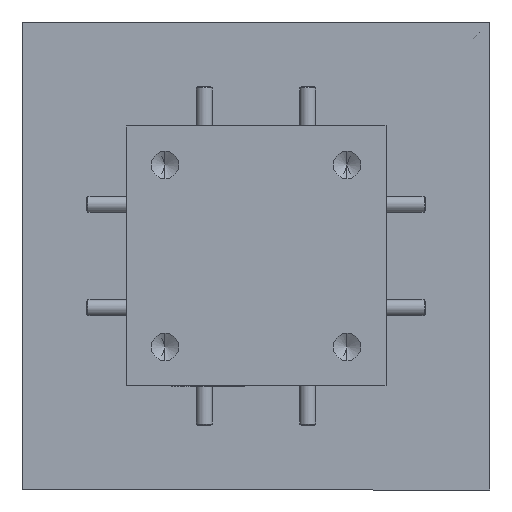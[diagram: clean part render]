
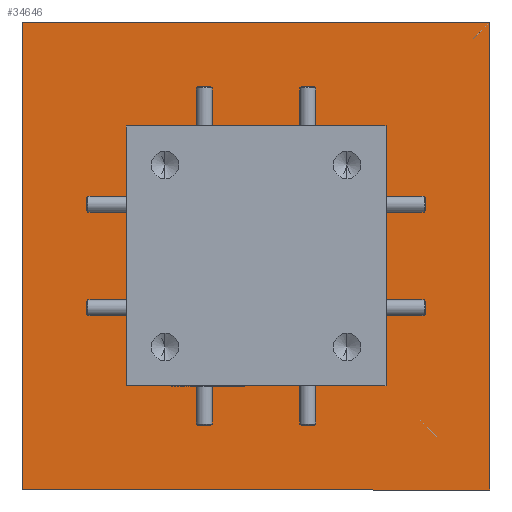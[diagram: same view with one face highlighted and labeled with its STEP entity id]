
A CAD part, front view. The second image highlights one B-rep face of the part: STEP entity #34646.
In plain terms, the highlighted planar face has unit normal (0, -1, 0).
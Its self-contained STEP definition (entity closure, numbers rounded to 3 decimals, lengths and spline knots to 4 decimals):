
#519 = DIRECTION ( 'NONE',  ( -1., 0., 0. ) ) ;
#955 = DIRECTION ( 'NONE',  ( 0., 0., -1. ) ) ;
#1248 = CARTESIAN_POINT ( 'NONE',  ( 0.5, 1., 0.5 ) ) ;
#1927 = CARTESIAN_POINT ( 'NONE',  ( -0.9, 1., 0.9 ) ) ;
#1998 = LINE ( 'NONE', #1248, #25910 ) ;
#2181 = ORIENTED_EDGE ( 'NONE', *, *, #21059, .T. ) ;
#3517 = LINE ( 'NONE', #1927, #25385 ) ;
#5324 = EDGE_CURVE ( 'NONE', #16269, #8381, #30137, .T. ) ;
#5990 = FACE_BOUND ( 'NONE', #34485, .T. ) ;
#6124 = CARTESIAN_POINT ( 'NONE',  ( -0.5, 1., 0.5 ) ) ;
#6754 = CARTESIAN_POINT ( 'NONE',  ( -0.9, 1., -0.9 ) ) ;
#7303 = VERTEX_POINT ( 'NONE', #6124 ) ;
#7548 = DIRECTION ( 'NONE',  ( 0., 0., -1. ) ) ;
#8381 = VERTEX_POINT ( 'NONE', #35669 ) ;
#8882 = EDGE_LOOP ( 'NONE', ( #23785, #14480, #26090, #27540 ) ) ;
#9235 = VECTOR ( 'NONE', #7548, 39.3701 ) ;
#10170 = CARTESIAN_POINT ( 'NONE',  ( 0.5, 1., -0.5 ) ) ;
#10804 = VERTEX_POINT ( 'NONE', #36419 ) ;
#11753 = DIRECTION ( 'NONE',  ( 0., 0., 1. ) ) ;
#12148 = AXIS2_PLACEMENT_3D ( 'NONE', #28997, #19097, #38181 ) ;
#13165 = CARTESIAN_POINT ( 'NONE',  ( 0.5, 1., -0.5 ) ) ;
#13282 = ORIENTED_EDGE ( 'NONE', *, *, #24019, .T. ) ;
#14480 = ORIENTED_EDGE ( 'NONE', *, *, #20892, .F. ) ;
#15594 = VECTOR ( 'NONE', #17597, 39.3701 ) ;
#16248 = DIRECTION ( 'NONE',  ( 1., 0., 0. ) ) ;
#16269 = VERTEX_POINT ( 'NONE', #28176 ) ;
#16467 = VECTOR ( 'NONE', #30177, 39.3701 ) ;
#17413 = CARTESIAN_POINT ( 'NONE',  ( 0.9, 1., 0.9 ) ) ;
#17597 = DIRECTION ( 'NONE',  ( 0., 0., 1. ) ) ;
#18487 = ORIENTED_EDGE ( 'NONE', *, *, #36774, .T. ) ;
#18728 = FACE_OUTER_BOUND ( 'NONE', #8882, .T. ) ;
#19068 = DIRECTION ( 'NONE',  ( -1., 0., 0. ) ) ;
#19097 = DIRECTION ( 'NONE',  ( 0., 1., 0. ) ) ;
#20892 = EDGE_CURVE ( 'NONE', #10804, #21295, #39577, .T. ) ;
#21059 = EDGE_CURVE ( 'NONE', #40784, #40227, #1998, .T. ) ;
#21166 = EDGE_CURVE ( 'NONE', #21295, #16269, #3517, .T. ) ;
#21295 = VERTEX_POINT ( 'NONE', #6754 ) ;
#22174 = LINE ( 'NONE', #35648, #24211 ) ;
#23204 = LINE ( 'NONE', #33992, #15594 ) ;
#23785 = ORIENTED_EDGE ( 'NONE', *, *, #21166, .F. ) ;
#24019 = EDGE_CURVE ( 'NONE', #7303, #40784, #22174, .T. ) ;
#24211 = VECTOR ( 'NONE', #16248, 39.3701 ) ;
#25385 = VECTOR ( 'NONE', #11753, 39.3701 ) ;
#25910 = VECTOR ( 'NONE', #955, 39.3701 ) ;
#26090 = ORIENTED_EDGE ( 'NONE', *, *, #31853, .F. ) ;
#27032 = CARTESIAN_POINT ( 'NONE',  ( 0.9, 1., 0.9 ) ) ;
#27540 = ORIENTED_EDGE ( 'NONE', *, *, #5324, .F. ) ;
#28104 = VERTEX_POINT ( 'NONE', #30349 ) ;
#28176 = CARTESIAN_POINT ( 'NONE',  ( -0.9, 1., 0.9 ) ) ;
#28194 = VECTOR ( 'NONE', #519, 39.3701 ) ;
#28567 = CARTESIAN_POINT ( 'NONE',  ( 0.9, 1., -0.9 ) ) ;
#28997 = CARTESIAN_POINT ( 'NONE',  ( 0., 1., 0. ) ) ;
#29558 = CARTESIAN_POINT ( 'NONE',  ( 0.5, 1., 0.5 ) ) ;
#30137 = LINE ( 'NONE', #17413, #16467 ) ;
#30177 = DIRECTION ( 'NONE',  ( 1., 0., 0. ) ) ;
#30349 = CARTESIAN_POINT ( 'NONE',  ( -0.5, 1., -0.5 ) ) ;
#31003 = VECTOR ( 'NONE', #19068, 39.3701 ) ;
#31853 = EDGE_CURVE ( 'NONE', #8381, #10804, #33104, .T. ) ;
#32725 = ORIENTED_EDGE ( 'NONE', *, *, #38047, .T. ) ;
#33104 = LINE ( 'NONE', #27032, #9235 ) ;
#33992 = CARTESIAN_POINT ( 'NONE',  ( -0.5, 1., 0.5 ) ) ;
#34485 = EDGE_LOOP ( 'NONE', ( #32725, #18487, #13282, #2181 ) ) ;
#34646 = ADVANCED_FACE ( 'NONE', ( #18728, #5990 ), #38599, .F. ) ;
#35648 = CARTESIAN_POINT ( 'NONE',  ( 0.5, 1., 0.5 ) ) ;
#35669 = CARTESIAN_POINT ( 'NONE',  ( 0.9, 1., 0.9 ) ) ;
#36419 = CARTESIAN_POINT ( 'NONE',  ( 0.9, 1., -0.9 ) ) ;
#36765 = LINE ( 'NONE', #10170, #28194 ) ;
#36774 = EDGE_CURVE ( 'NONE', #28104, #7303, #23204, .T. ) ;
#38047 = EDGE_CURVE ( 'NONE', #40227, #28104, #36765, .T. ) ;
#38181 = DIRECTION ( 'NONE',  ( 0., 0., 1. ) ) ;
#38599 = PLANE ( 'NONE',  #12148 ) ;
#39577 = LINE ( 'NONE', #28567, #31003 ) ;
#40227 = VERTEX_POINT ( 'NONE', #13165 ) ;
#40784 = VERTEX_POINT ( 'NONE', #29558 ) ;
